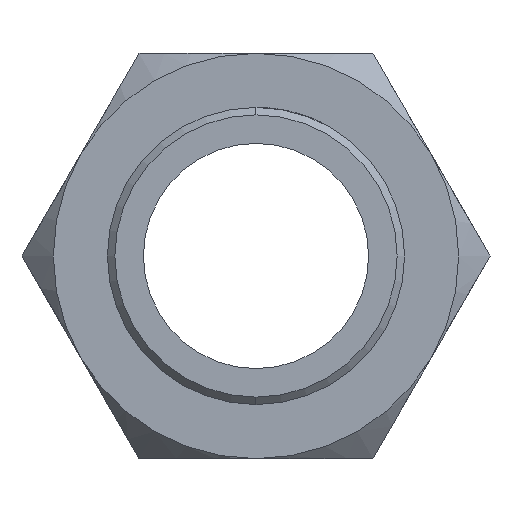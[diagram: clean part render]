
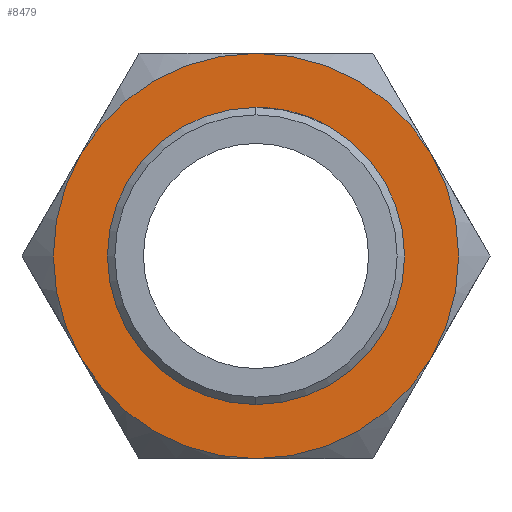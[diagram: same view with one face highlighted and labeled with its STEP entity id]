
A CAD part, left-side view. The second image highlights one B-rep face of the part: STEP entity #8479.
In plain terms, the highlighted planar face has unit normal (-1, 0, 0).
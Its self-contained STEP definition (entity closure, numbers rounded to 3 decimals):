
#3 = CARTESIAN_POINT ( 'NONE',  ( 29., 11.691, 6.75 ) ) ;
#52 = CARTESIAN_POINT ( 'NONE',  ( 29., 0., 0. ) ) ;
#297 = ORIENTED_EDGE ( 'NONE', *, *, #3047, .F. ) ;
#352 = AXIS2_PLACEMENT_3D ( 'NONE', #2871, #5099, #9468 ) ;
#383 = CARTESIAN_POINT ( 'NONE',  ( 29., -11.691, -6.75 ) ) ;
#522 = EDGE_CURVE ( 'NONE', #7353, #4898, #7896, .T. ) ;
#569 = EDGE_LOOP ( 'NONE', ( #937, #1644, #2754, #9371, #4844, #297 ) ) ;
#733 = EDGE_CURVE ( 'NONE', #5113, #7353, #2182, .T. ) ;
#937 = ORIENTED_EDGE ( 'NONE', *, *, #5039, .F. ) ;
#963 = AXIS2_PLACEMENT_3D ( 'NONE', #52, #6687, #3006 ) ;
#1106 = CARTESIAN_POINT ( 'NONE',  ( 29., 0., 0. ) ) ;
#1275 = CIRCLE ( 'NONE', #352, 9.9 ) ;
#1554 = FACE_OUTER_BOUND ( 'NONE', #569, .T. ) ;
#1644 = ORIENTED_EDGE ( 'NONE', *, *, #522, .F. ) ;
#1674 = DIRECTION ( 'NONE',  ( 1., 0., 0. ) ) ;
#1745 = DIRECTION ( 'NONE',  ( 0., 0., -1. ) ) ;
#1834 = CARTESIAN_POINT ( 'NONE',  ( 29., -11.691, 6.75 ) ) ;
#1957 = CARTESIAN_POINT ( 'NONE',  ( 29., 11.691, -6.75 ) ) ;
#2182 = CIRCLE ( 'NONE', #4800, 13.5 ) ;
#2362 = CIRCLE ( 'NONE', #9018, 9.9 ) ;
#2370 = VERTEX_POINT ( 'NONE', #3095 ) ;
#2406 = CARTESIAN_POINT ( 'NONE',  ( 29., 0., 0. ) ) ;
#2629 = AXIS2_PLACEMENT_3D ( 'NONE', #2406, #1674, #6123 ) ;
#2754 = ORIENTED_EDGE ( 'NONE', *, *, #733, .F. ) ;
#2871 = CARTESIAN_POINT ( 'NONE',  ( 29., 0., 0. ) ) ;
#2972 = CIRCLE ( 'NONE', #3128, 13.5 ) ;
#3006 = DIRECTION ( 'NONE',  ( 0., 0., -1. ) ) ;
#3047 = EDGE_CURVE ( 'NONE', #7745, #3939, #6342, .T. ) ;
#3095 = CARTESIAN_POINT ( 'NONE',  ( 29., 0., -9.9 ) ) ;
#3128 = AXIS2_PLACEMENT_3D ( 'NONE', #7754, #4019, #9398 ) ;
#3391 = DIRECTION ( 'NONE',  ( -1., 0., 0. ) ) ;
#3458 = VERTEX_POINT ( 'NONE', #9184 ) ;
#3464 = DIRECTION ( 'NONE',  ( 1., 0., 0. ) ) ;
#3918 = DIRECTION ( 'NONE',  ( 1., 0., 0. ) ) ;
#3939 = VERTEX_POINT ( 'NONE', #3 ) ;
#4019 = DIRECTION ( 'NONE',  ( -1., 0., 0. ) ) ;
#4054 = DIRECTION ( 'NONE',  ( 0., 0., -1. ) ) ;
#4188 = AXIS2_PLACEMENT_3D ( 'NONE', #8334, #3918, #1745 ) ;
#4358 = FACE_BOUND ( 'NONE', #6878, .T. ) ;
#4664 = CIRCLE ( 'NONE', #4188, 13.5 ) ;
#4780 = CARTESIAN_POINT ( 'NONE',  ( 29., 0., 0. ) ) ;
#4800 = AXIS2_PLACEMENT_3D ( 'NONE', #1106, #5473, #5514 ) ;
#4817 = CIRCLE ( 'NONE', #4963, 13.5 ) ;
#4844 = ORIENTED_EDGE ( 'NONE', *, *, #7365, .T. ) ;
#4898 = VERTEX_POINT ( 'NONE', #8876 ) ;
#4963 = AXIS2_PLACEMENT_3D ( 'NONE', #4780, #3464, #4054 ) ;
#5039 = EDGE_CURVE ( 'NONE', #4898, #7745, #4664, .T. ) ;
#5099 = DIRECTION ( 'NONE',  ( -1., 0., 0. ) ) ;
#5113 = VERTEX_POINT ( 'NONE', #1834 ) ;
#5172 = EDGE_CURVE ( 'NONE', #3458, #5113, #4817, .T. ) ;
#5280 = VERTEX_POINT ( 'NONE', #5890 ) ;
#5431 = AXIS2_PLACEMENT_3D ( 'NONE', #5716, #6394, #9266 ) ;
#5473 = DIRECTION ( 'NONE',  ( 1., 0., 0. ) ) ;
#5514 = DIRECTION ( 'NONE',  ( 0., 0., -1. ) ) ;
#5716 = CARTESIAN_POINT ( 'NONE',  ( 29., 0., 0. ) ) ;
#5805 = PLANE ( 'NONE',  #963 ) ;
#5890 = CARTESIAN_POINT ( 'NONE',  ( 29., 0., 9.9 ) ) ;
#6123 = DIRECTION ( 'NONE',  ( 0., 0., -1. ) ) ;
#6342 = CIRCLE ( 'NONE', #5431, 13.5 ) ;
#6394 = DIRECTION ( 'NONE',  ( 1., 0., 0. ) ) ;
#6511 = ORIENTED_EDGE ( 'NONE', *, *, #9504, .F. ) ;
#6687 = DIRECTION ( 'NONE',  ( 1., 0., 0. ) ) ;
#6878 = EDGE_LOOP ( 'NONE', ( #6511, #8960 ) ) ;
#7111 = EDGE_CURVE ( 'NONE', #2370, #5280, #2362, .T. ) ;
#7177 = CARTESIAN_POINT ( 'NONE',  ( 29., 0., 0. ) ) ;
#7353 = VERTEX_POINT ( 'NONE', #383 ) ;
#7365 = EDGE_CURVE ( 'NONE', #3458, #3939, #2972, .T. ) ;
#7745 = VERTEX_POINT ( 'NONE', #1957 ) ;
#7754 = CARTESIAN_POINT ( 'NONE',  ( 29., 0., 0. ) ) ;
#7896 = CIRCLE ( 'NONE', #2629, 13.5 ) ;
#8334 = CARTESIAN_POINT ( 'NONE',  ( 29., 0., 0. ) ) ;
#8479 = ADVANCED_FACE ( 'NONE', ( #4358, #1554 ), #5805, .F. ) ;
#8876 = CARTESIAN_POINT ( 'NONE',  ( 29., 0., -13.5 ) ) ;
#8960 = ORIENTED_EDGE ( 'NONE', *, *, #7111, .F. ) ;
#9018 = AXIS2_PLACEMENT_3D ( 'NONE', #7177, #3391, #9222 ) ;
#9184 = CARTESIAN_POINT ( 'NONE',  ( 29., 0., 13.5 ) ) ;
#9222 = DIRECTION ( 'NONE',  ( 0., 0., 1. ) ) ;
#9266 = DIRECTION ( 'NONE',  ( 0., 0., -1. ) ) ;
#9371 = ORIENTED_EDGE ( 'NONE', *, *, #5172, .F. ) ;
#9398 = DIRECTION ( 'NONE',  ( 0., 0., 1. ) ) ;
#9468 = DIRECTION ( 'NONE',  ( 0., 0., 1. ) ) ;
#9504 = EDGE_CURVE ( 'NONE', #5280, #2370, #1275, .T. ) ;
